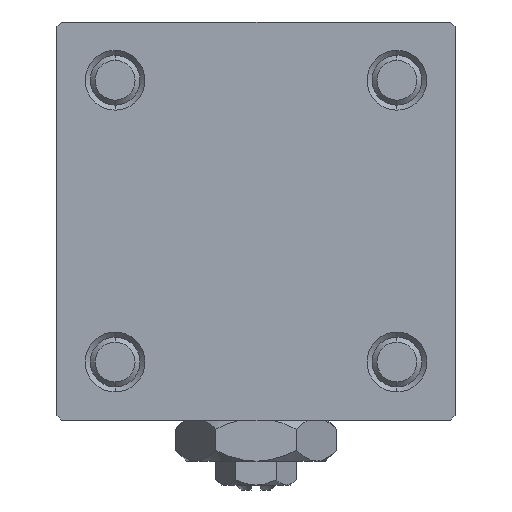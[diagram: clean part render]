
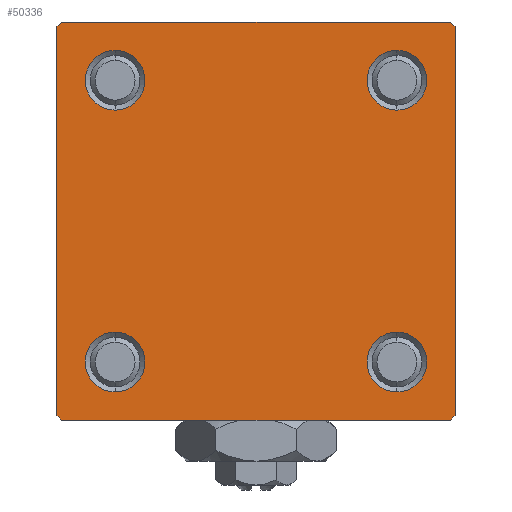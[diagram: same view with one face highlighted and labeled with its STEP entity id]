
A CAD part, left-side view. The second image highlights one B-rep face of the part: STEP entity #50336.
In plain terms, the highlighted planar face has unit normal (-1, 0, 0).
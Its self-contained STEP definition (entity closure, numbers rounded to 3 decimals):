
#109 = AXIS2_PLACEMENT_3D ( 'NONE', #29909, #17399, #45855 ) ;
#660 = VECTOR ( 'NONE', #3037, 1000. ) ;
#1092 = AXIS2_PLACEMENT_3D ( 'NONE', #49540, #13762, #5137 ) ;
#2436 = CARTESIAN_POINT ( 'NONE',  ( 0., 19.75, -19.75 ) ) ;
#2620 = ORIENTED_EDGE ( 'NONE', *, *, #4880, .T. ) ;
#2699 = DIRECTION ( 'NONE',  ( 0., -0.707, -0.707 ) ) ;
#3037 = DIRECTION ( 'NONE',  ( 0., 0.707, 0.707 ) ) ;
#3216 = ORIENTED_EDGE ( 'NONE', *, *, #31391, .T. ) ;
#3225 = CARTESIAN_POINT ( 'NONE',  ( 0., -19.75, -19.75 ) ) ;
#3524 = ORIENTED_EDGE ( 'NONE', *, *, #43755, .T. ) ;
#3557 = CARTESIAN_POINT ( 'NONE',  ( 0., 19.5, -20. ) ) ;
#3816 = LINE ( 'NONE', #51098, #660 ) ;
#4565 = VECTOR ( 'NONE', #46824, 1000. ) ;
#4880 = EDGE_CURVE ( 'NONE', #32735, #43877, #6360, .T. ) ;
#5137 = DIRECTION ( 'NONE',  ( 0., 0., 1. ) ) ;
#5338 = AXIS2_PLACEMENT_3D ( 'NONE', #47216, #43045, #23447 ) ;
#5848 = CARTESIAN_POINT ( 'NONE',  ( 0., 14.15, 11.15 ) ) ;
#6227 = ORIENTED_EDGE ( 'NONE', *, *, #46277, .T. ) ;
#6360 = LINE ( 'NONE', #2436, #33554 ) ;
#6390 = EDGE_LOOP ( 'NONE', ( #36009, #15675 ) ) ;
#7155 = LINE ( 'NONE', #51028, #29985 ) ;
#7536 = VECTOR ( 'NONE', #35084, 1000. ) ;
#7773 = PLANE ( 'NONE',  #5338 ) ;
#7897 = AXIS2_PLACEMENT_3D ( 'NONE', #41422, #9307, #8797 ) ;
#8761 = CARTESIAN_POINT ( 'NONE',  ( 0., -19.5, -20. ) ) ;
#8797 = DIRECTION ( 'NONE',  ( 0., 0., 1. ) ) ;
#9307 = DIRECTION ( 'NONE',  ( 1., 0., 0. ) ) ;
#9720 = CIRCLE ( 'NONE', #18915, 3. ) ;
#9799 = CIRCLE ( 'NONE', #16481, 3. ) ;
#9871 = EDGE_CURVE ( 'NONE', #21503, #27215, #33622, .T. ) ;
#9948 = VERTEX_POINT ( 'NONE', #35567 ) ;
#11133 = AXIS2_PLACEMENT_3D ( 'NONE', #39738, #27716, #31889 ) ;
#11841 = EDGE_CURVE ( 'NONE', #43877, #12704, #45237, .T. ) ;
#12704 = VERTEX_POINT ( 'NONE', #8761 ) ;
#13435 = DIRECTION ( 'NONE',  ( 0., 0.707, -0.707 ) ) ;
#13696 = VECTOR ( 'NONE', #49549, 1000. ) ;
#13762 = DIRECTION ( 'NONE',  ( 1., 0., 0. ) ) ;
#15504 = VERTEX_POINT ( 'NONE', #28574 ) ;
#15675 = ORIENTED_EDGE ( 'NONE', *, *, #38184, .T. ) ;
#16427 = DIRECTION ( 'NONE',  ( 1., 0., 0. ) ) ;
#16481 = AXIS2_PLACEMENT_3D ( 'NONE', #47427, #27313, #39836 ) ;
#16601 = CARTESIAN_POINT ( 'NONE',  ( 0., -20., -19.5 ) ) ;
#16747 = EDGE_LOOP ( 'NONE', ( #6227, #46912 ) ) ;
#16926 = VERTEX_POINT ( 'NONE', #28456 ) ;
#17399 = DIRECTION ( 'NONE',  ( 1., 0., 0. ) ) ;
#17799 = CIRCLE ( 'NONE', #7897, 3. ) ;
#18305 = VERTEX_POINT ( 'NONE', #16601 ) ;
#18554 = VERTEX_POINT ( 'NONE', #25394 ) ;
#18692 = EDGE_CURVE ( 'NONE', #16926, #48167, #32288, .T. ) ;
#18915 = AXIS2_PLACEMENT_3D ( 'NONE', #45766, #34004, #34260 ) ;
#19127 = VERTEX_POINT ( 'NONE', #40382 ) ;
#20526 = EDGE_CURVE ( 'NONE', #15504, #26523, #9799, .T. ) ;
#21224 = DIRECTION ( 'NONE',  ( 0., -1., 0. ) ) ;
#21503 = VERTEX_POINT ( 'NONE', #5848 ) ;
#22045 = VECTOR ( 'NONE', #21224, 1000. ) ;
#22287 = CARTESIAN_POINT ( 'NONE',  ( 0., -20., 20. ) ) ;
#22749 = EDGE_CURVE ( 'NONE', #9948, #18554, #9720, .T. ) ;
#22802 = LINE ( 'NONE', #22287, #4565 ) ;
#23079 = DIRECTION ( 'NONE',  ( 0., 0., -1. ) ) ;
#23447 = DIRECTION ( 'NONE',  ( 0., 0., 1. ) ) ;
#24468 = ORIENTED_EDGE ( 'NONE', *, *, #49411, .F. ) ;
#25394 = CARTESIAN_POINT ( 'NONE',  ( 0., 14.15, -11.15 ) ) ;
#26431 = AXIS2_PLACEMENT_3D ( 'NONE', #31126, #30339, #46287 ) ;
#26523 = VERTEX_POINT ( 'NONE', #41530 ) ;
#27215 = VERTEX_POINT ( 'NONE', #42915 ) ;
#27313 = DIRECTION ( 'NONE',  ( 1., 0., 0. ) ) ;
#27716 = DIRECTION ( 'NONE',  ( 1., 0., 0. ) ) ;
#28057 = EDGE_CURVE ( 'NONE', #47839, #44773, #3816, .T. ) ;
#28456 = CARTESIAN_POINT ( 'NONE',  ( 0., -14.15, 11.15 ) ) ;
#28574 = CARTESIAN_POINT ( 'NONE',  ( 0., -14.15, -11.15 ) ) ;
#29909 = CARTESIAN_POINT ( 'NONE',  ( 0., -14.15, -14.15 ) ) ;
#29985 = VECTOR ( 'NONE', #23079, 1000. ) ;
#30095 = CIRCLE ( 'NONE', #109, 3. ) ;
#30339 = DIRECTION ( 'NONE',  ( 1., 0., 0. ) ) ;
#31012 = FACE_OUTER_BOUND ( 'NONE', #40957, .T. ) ;
#31126 = CARTESIAN_POINT ( 'NONE',  ( 0., -14.15, 14.15 ) ) ;
#31391 = EDGE_CURVE ( 'NONE', #19127, #32735, #7155, .T. ) ;
#31548 = ORIENTED_EDGE ( 'NONE', *, *, #44171, .T. ) ;
#31889 = DIRECTION ( 'NONE',  ( 0., 0., 1. ) ) ;
#32288 = CIRCLE ( 'NONE', #26431, 3. ) ;
#32735 = VERTEX_POINT ( 'NONE', #37067 ) ;
#32861 = CARTESIAN_POINT ( 'NONE',  ( 0., -14.15, 14.15 ) ) ;
#33238 = EDGE_CURVE ( 'NONE', #12704, #18305, #39008, .T. ) ;
#33273 = LINE ( 'NONE', #49212, #35340 ) ;
#33554 = VECTOR ( 'NONE', #2699, 1000. ) ;
#33622 = CIRCLE ( 'NONE', #11133, 3. ) ;
#34004 = DIRECTION ( 'NONE',  ( 1., 0., 0. ) ) ;
#34260 = DIRECTION ( 'NONE',  ( 0., 0., 1. ) ) ;
#34546 = CIRCLE ( 'NONE', #40402, 3. ) ;
#35084 = DIRECTION ( 'NONE',  ( 0., -0.707, 0.707 ) ) ;
#35197 = FACE_BOUND ( 'NONE', #40261, .T. ) ;
#35340 = VECTOR ( 'NONE', #13435, 1000. ) ;
#35567 = CARTESIAN_POINT ( 'NONE',  ( 0., 14.15, -17.15 ) ) ;
#36009 = ORIENTED_EDGE ( 'NONE', *, *, #20526, .T. ) ;
#36358 = CARTESIAN_POINT ( 'NONE',  ( 0., -20., 19.5 ) ) ;
#37067 = CARTESIAN_POINT ( 'NONE',  ( 0., 20., -19.5 ) ) ;
#37259 = CARTESIAN_POINT ( 'NONE',  ( 0., 20., 20. ) ) ;
#37513 = LINE ( 'NONE', #37259, #13696 ) ;
#38184 = EDGE_CURVE ( 'NONE', #26523, #15504, #30095, .T. ) ;
#38242 = CARTESIAN_POINT ( 'NONE',  ( 0., 19.5, 20. ) ) ;
#39008 = LINE ( 'NONE', #3225, #7536 ) ;
#39738 = CARTESIAN_POINT ( 'NONE',  ( 0., 14.15, 14.15 ) ) ;
#39751 = VERTEX_POINT ( 'NONE', #38242 ) ;
#39796 = CARTESIAN_POINT ( 'NONE',  ( 0., -19.5, 20. ) ) ;
#39836 = DIRECTION ( 'NONE',  ( 0., 0., 1. ) ) ;
#40261 = EDGE_LOOP ( 'NONE', ( #46088, #42220 ) ) ;
#40382 = CARTESIAN_POINT ( 'NONE',  ( 0., 20., 19.5 ) ) ;
#40402 = AXIS2_PLACEMENT_3D ( 'NONE', #32861, #16427, #41210 ) ;
#40474 = CARTESIAN_POINT ( 'NONE',  ( 0., -14.15, 17.15 ) ) ;
#40770 = EDGE_LOOP ( 'NONE', ( #3524, #41735 ) ) ;
#40957 = EDGE_LOOP ( 'NONE', ( #3216, #2620, #45781, #51462, #48351, #43092, #24468, #31548 ) ) ;
#41058 = CARTESIAN_POINT ( 'NONE',  ( 0., 20., -20. ) ) ;
#41135 = CIRCLE ( 'NONE', #1092, 3. ) ;
#41210 = DIRECTION ( 'NONE',  ( 0., 0., 1. ) ) ;
#41422 = CARTESIAN_POINT ( 'NONE',  ( 0., 14.15, -14.15 ) ) ;
#41530 = CARTESIAN_POINT ( 'NONE',  ( 0., -14.15, -17.15 ) ) ;
#41735 = ORIENTED_EDGE ( 'NONE', *, *, #9871, .T. ) ;
#42220 = ORIENTED_EDGE ( 'NONE', *, *, #22749, .T. ) ;
#42915 = CARTESIAN_POINT ( 'NONE',  ( 0., 14.15, 17.15 ) ) ;
#43045 = DIRECTION ( 'NONE',  ( -1., 0., 0. ) ) ;
#43092 = ORIENTED_EDGE ( 'NONE', *, *, #28057, .T. ) ;
#43566 = FACE_BOUND ( 'NONE', #6390, .T. ) ;
#43755 = EDGE_CURVE ( 'NONE', #27215, #21503, #41135, .T. ) ;
#43877 = VERTEX_POINT ( 'NONE', #3557 ) ;
#44171 = EDGE_CURVE ( 'NONE', #39751, #19127, #33273, .T. ) ;
#44773 = VERTEX_POINT ( 'NONE', #39796 ) ;
#45237 = LINE ( 'NONE', #41058, #22045 ) ;
#45766 = CARTESIAN_POINT ( 'NONE',  ( 0., 14.15, -14.15 ) ) ;
#45781 = ORIENTED_EDGE ( 'NONE', *, *, #11841, .T. ) ;
#45855 = DIRECTION ( 'NONE',  ( 0., 0., 1. ) ) ;
#46088 = ORIENTED_EDGE ( 'NONE', *, *, #47278, .T. ) ;
#46277 = EDGE_CURVE ( 'NONE', #48167, #16926, #34546, .T. ) ;
#46287 = DIRECTION ( 'NONE',  ( 0., 0., 1. ) ) ;
#46693 = FACE_BOUND ( 'NONE', #40770, .T. ) ;
#46824 = DIRECTION ( 'NONE',  ( 0., 0., -1. ) ) ;
#46912 = ORIENTED_EDGE ( 'NONE', *, *, #18692, .T. ) ;
#47216 = CARTESIAN_POINT ( 'NONE',  ( 0., 0., 0. ) ) ;
#47278 = EDGE_CURVE ( 'NONE', #18554, #9948, #17799, .T. ) ;
#47427 = CARTESIAN_POINT ( 'NONE',  ( 0., -14.15, -14.15 ) ) ;
#47472 = FACE_BOUND ( 'NONE', #16747, .T. ) ;
#47839 = VERTEX_POINT ( 'NONE', #36358 ) ;
#48167 = VERTEX_POINT ( 'NONE', #40474 ) ;
#48351 = ORIENTED_EDGE ( 'NONE', *, *, #51090, .F. ) ;
#49212 = CARTESIAN_POINT ( 'NONE',  ( 0., 19.75, 19.75 ) ) ;
#49411 = EDGE_CURVE ( 'NONE', #39751, #44773, #37513, .T. ) ;
#49540 = CARTESIAN_POINT ( 'NONE',  ( 0., 14.15, 14.15 ) ) ;
#49549 = DIRECTION ( 'NONE',  ( 0., -1., 0. ) ) ;
#50336 = ADVANCED_FACE ( 'NONE', ( #47472, #43566, #35197, #46693, #31012 ), #7773, .T. ) ;
#51028 = CARTESIAN_POINT ( 'NONE',  ( 0., 20., 20. ) ) ;
#51090 = EDGE_CURVE ( 'NONE', #47839, #18305, #22802, .T. ) ;
#51098 = CARTESIAN_POINT ( 'NONE',  ( 0., -19.75, 19.75 ) ) ;
#51462 = ORIENTED_EDGE ( 'NONE', *, *, #33238, .T. ) ;
